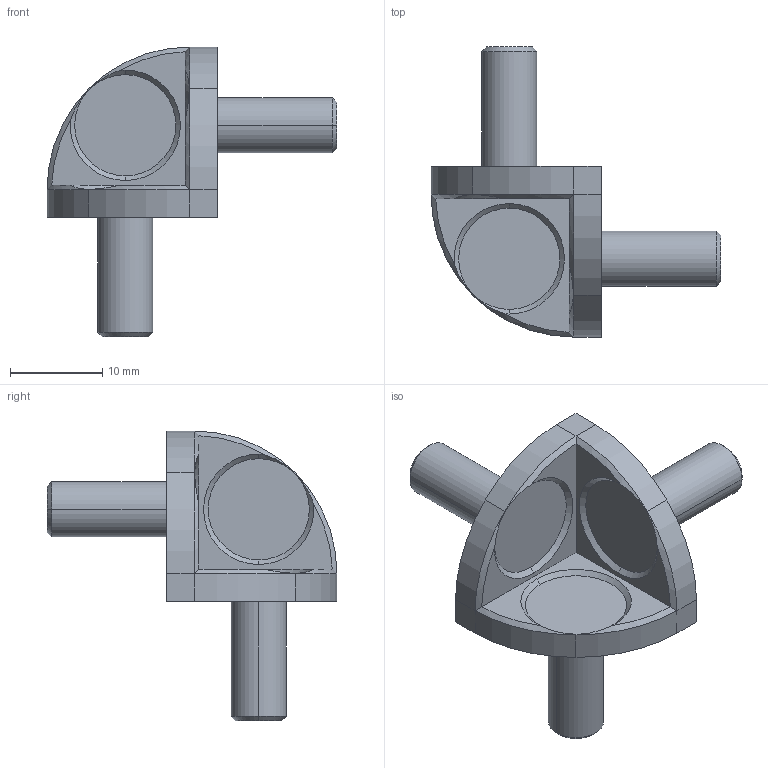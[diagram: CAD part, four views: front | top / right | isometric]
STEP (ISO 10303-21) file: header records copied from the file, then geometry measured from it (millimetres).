
FILE_DESCRIPTION(('STEP AP214'),'1');
FILE_NAME('cctmp_A91744C2-87B6-4733-AABA-8342D22FF35B_2020_1_10_8_57_5_671..stp','2020-01-10T07:57:05',('Bosch Rexroth AG'),('CADClick - www.CADClick.com'),'Spatial InterOp 3D',' ','unknown authorization - (Healing Option Enabled)');
FILE_SCHEMA(('AUTOMOTIVE_DESIGN'));
Length unit declared in the file: millimetre
Products named in the file (1): 2020_01_10__08-57-05-671
Bounding box: 31.5 x 31.5 x 31.5 mm (x, y, z)
Volume: 3337.7 mm3; surface area: 2473.3 mm2
Topology: 1 solids, 1 shells, 57 faces, 132 edges, 80 vertices
Faces by surface type: cone 30, plane 15, cylinder 12
Entity records: 2337 total; most frequent: CARTESIAN_POINT 558, DIRECTION 284, ORIENTED_EDGE 264, EDGE_CURVE 132, AXIS2_PLACEMENT_3D 115, VERTEX_POINT 80, EDGE_LOOP 60, STYLED_ITEM 58
